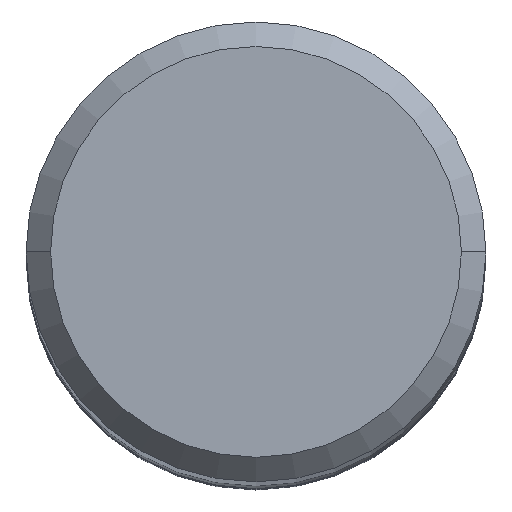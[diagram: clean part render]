
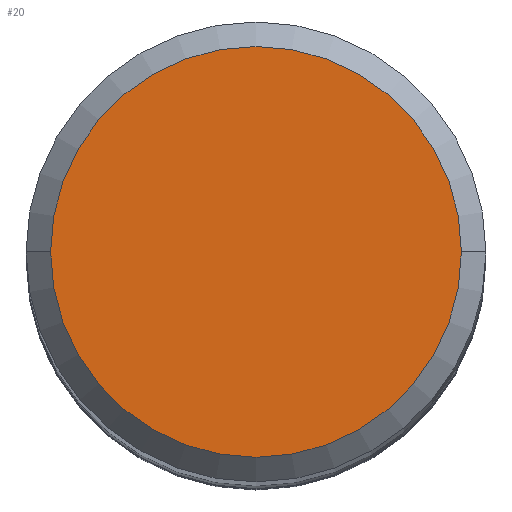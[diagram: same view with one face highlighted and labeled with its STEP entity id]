
A CAD part, top view. The second image highlights one B-rep face of the part: STEP entity #20.
In plain terms, the highlighted planar face has unit normal (0, 0, 1).
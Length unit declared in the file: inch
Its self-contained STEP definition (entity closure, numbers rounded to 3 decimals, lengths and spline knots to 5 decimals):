
#16 = VERTEX_POINT ( 'NONE', #396 ) ;
#20 = ADVANCED_FACE ( 'NONE', ( #140 ), #58, .T. ) ;
#29 = AXIS2_PLACEMENT_3D ( 'NONE', #485, #49, #488 ) ;
#32 = ORIENTED_EDGE ( 'NONE', *, *, #535, .F. ) ;
#49 = DIRECTION ( 'NONE',  ( 0., 0., 1. ) ) ;
#58 = PLANE ( 'NONE',  #29 ) ;
#66 = CARTESIAN_POINT ( 'NONE',  ( 0.1675, 0., 0. ) ) ;
#79 = CARTESIAN_POINT ( 'NONE',  ( 0., 0., 0. ) ) ;
#134 = VERTEX_POINT ( 'NONE', #66 ) ;
#140 = FACE_OUTER_BOUND ( 'NONE', #221, .T. ) ;
#208 = AXIS2_PLACEMENT_3D ( 'NONE', #364, #489, #541 ) ;
#217 = DIRECTION ( 'NONE',  ( 0., 0., -1. ) ) ;
#221 = EDGE_LOOP ( 'NONE', ( #354, #32 ) ) ;
#239 = EDGE_CURVE ( 'NONE', #16, #134, #448, .T. ) ;
#354 = ORIENTED_EDGE ( 'NONE', *, *, #239, .F. ) ;
#364 = CARTESIAN_POINT ( 'NONE',  ( 0., 0., 0. ) ) ;
#378 = DIRECTION ( 'NONE',  ( -1., 0., 0. ) ) ;
#396 = CARTESIAN_POINT ( 'NONE',  ( -0.1675, 0., 0. ) ) ;
#414 = AXIS2_PLACEMENT_3D ( 'NONE', #79, #217, #378 ) ;
#448 = CIRCLE ( 'NONE', #414, 0.1675 ) ;
#450 = CIRCLE ( 'NONE', #208, 0.1675 ) ;
#485 = CARTESIAN_POINT ( 'NONE',  ( 0., 0.1675, 0. ) ) ;
#488 = DIRECTION ( 'NONE',  ( 1., 0., 0. ) ) ;
#489 = DIRECTION ( 'NONE',  ( 0., 0., -1. ) ) ;
#535 = EDGE_CURVE ( 'NONE', #134, #16, #450, .T. ) ;
#541 = DIRECTION ( 'NONE',  ( -1., 0., 0. ) ) ;
